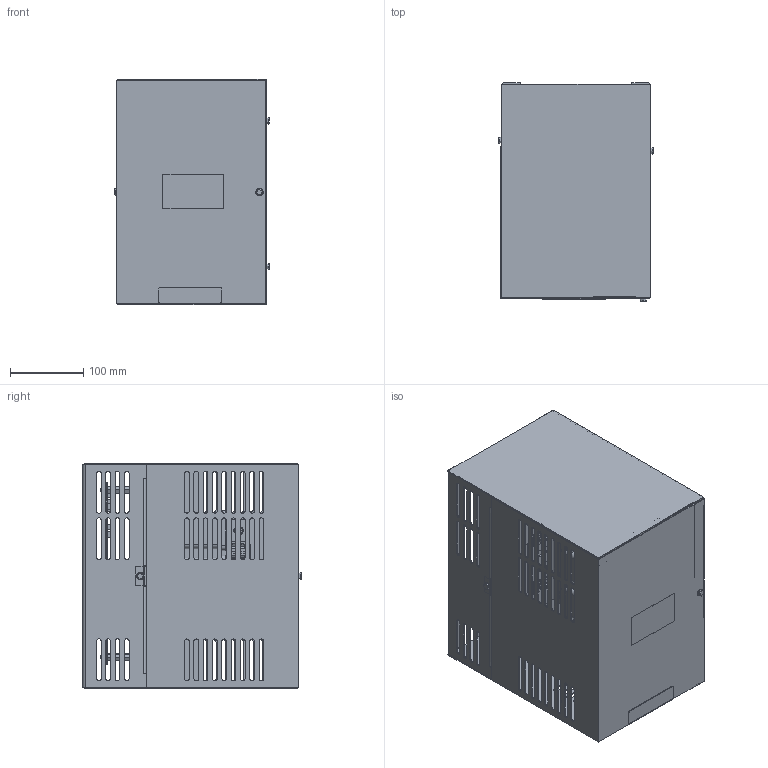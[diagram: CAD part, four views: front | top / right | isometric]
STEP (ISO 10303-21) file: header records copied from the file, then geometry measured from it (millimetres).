
FILE_DESCRIPTION (( 'STEP AP214' ), '1' );
FILE_NAME ('VTF-246-NRS-N1.STEP', '2024-08-26T15:33:49', ( '' ), ( '' ), 'SwSTEP 2.0', 'SolidWorks 2021', '' );
FILE_SCHEMA (( 'AUTOMOTIVE_DESIGN' ));
Length unit declared in the file: inch
Products named in the file (1): VTF-246-NRS-N1
Bounding box: 210.49 x 298.1 x 307.85 mm (x, y, z)
Volume: 1746447.4 mm3; surface area: 1258856.3 mm2
Topology: 49 solids, 52 shells, 4013 faces, 10820 edges, 7046 vertices
Faces by surface type: plane 2037, cylinder 1469, bspline 293, cone 150, torus 64
Entity records: 133632 total; most frequent: CARTESIAN_POINT 31952, ORIENTED_EDGE 21632, DIRECTION 20268, EDGE_CURVE 10816, VERTEX_POINT 7046, AXIS2_PLACEMENT_3D 6890, LINE 6488, VECTOR 6488
